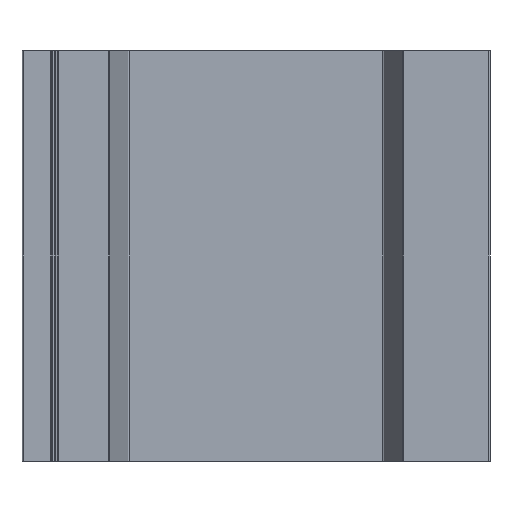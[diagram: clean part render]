
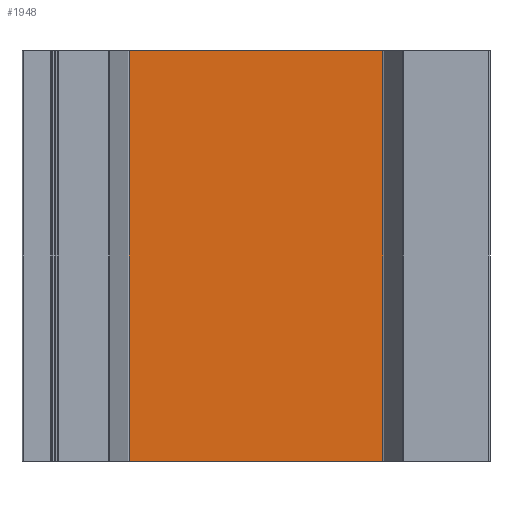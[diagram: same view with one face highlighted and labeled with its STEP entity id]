
A CAD part, front view. The second image highlights one B-rep face of the part: STEP entity #1948.
In plain terms, the highlighted planar face has unit normal (0, -1, 0).
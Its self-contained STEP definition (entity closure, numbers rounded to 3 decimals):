
#223=FACE_OUTER_BOUND('',#323,.T.);
#323=EDGE_LOOP('',(#1480,#1481,#1482,#1483));
#485=LINE('',#3148,#681);
#486=LINE('',#3151,#682);
#487=LINE('',#3153,#683);
#488=LINE('',#3154,#684);
#681=VECTOR('',#2552,1.);
#682=VECTOR('',#2555,1.);
#683=VECTOR('',#2556,1.);
#684=VECTOR('',#2557,1.);
#876=VERTEX_POINT('',#3144);
#877=VERTEX_POINT('',#3146);
#878=VERTEX_POINT('',#3150);
#879=VERTEX_POINT('',#3152);
#1129=EDGE_CURVE('',#876,#877,#485,.T.);
#1130=EDGE_CURVE('',#878,#876,#486,.T.);
#1131=EDGE_CURVE('',#879,#877,#487,.T.);
#1132=EDGE_CURVE('',#878,#879,#488,.T.);
#1480=ORIENTED_EDGE('',*,*,#1130,.T.);
#1481=ORIENTED_EDGE('',*,*,#1129,.T.);
#1482=ORIENTED_EDGE('',*,*,#1131,.F.);
#1483=ORIENTED_EDGE('',*,*,#1132,.F.);
#1869=PLANE('',#2124);
#1948=ADVANCED_FACE('',(#223),#1869,.T.);
#2124=AXIS2_PLACEMENT_3D('',#3149,#2553,#2554);
#2552=DIRECTION('',(0.,0.,1.));
#2553=DIRECTION('center_axis',(0.,-1.,0.));
#2554=DIRECTION('ref_axis',(1.,0.,0.));
#2555=DIRECTION('',(1.,0.,0.));
#2556=DIRECTION('',(1.,0.,0.));
#2557=DIRECTION('',(0.,0.,1.));
#3144=CARTESIAN_POINT('',(-92.044,409.69,0.));
#3146=CARTESIAN_POINT('',(-92.044,409.69,100.));
#3148=CARTESIAN_POINT('',(-92.044,409.69,0.));
#3149=CARTESIAN_POINT('Origin',(-153.875,409.69,0.));
#3150=CARTESIAN_POINT('',(-153.875,409.69,0.));
#3151=CARTESIAN_POINT('',(-153.875,409.69,0.));
#3152=CARTESIAN_POINT('',(-153.875,409.69,100.));
#3153=CARTESIAN_POINT('',(-153.875,409.69,100.));
#3154=CARTESIAN_POINT('',(-153.875,409.69,0.));
